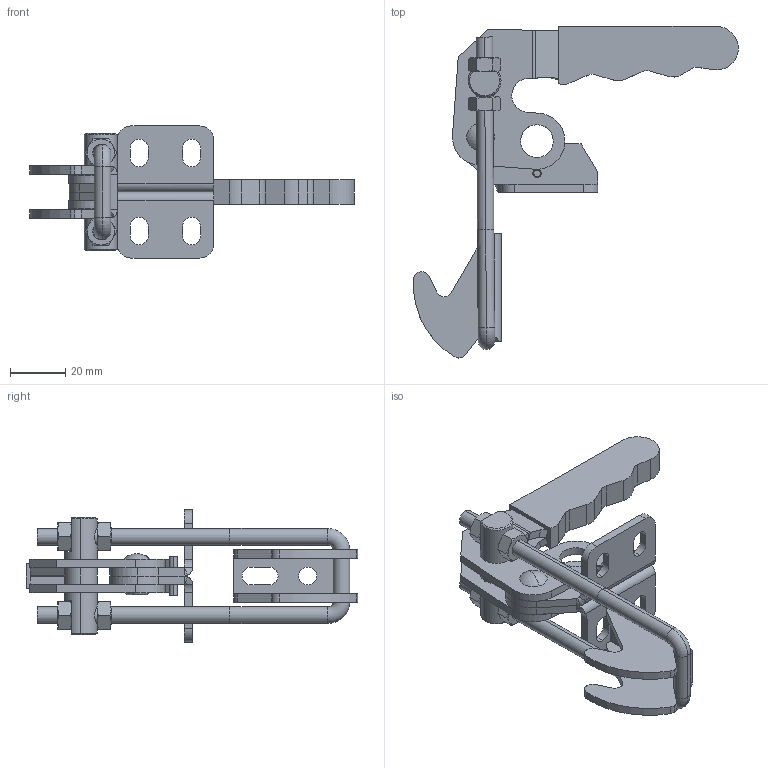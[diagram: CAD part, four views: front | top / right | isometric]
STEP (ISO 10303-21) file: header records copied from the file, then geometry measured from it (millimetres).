
FILE_DESCRIPTION (( 'STEP AP214' ), '1' );
FILE_NAME ('GH-40840-SSV(Â²¤Æ).STEP', '2020-09-16T04:01:00', ( 'LinWei' ), ( '' ), 'SwSTEP 2.0', 'SolidWorks 2016', '' );
FILE_SCHEMA (( 'AUTOMOTIVE_DESIGN' ));
Length unit declared in the file: millimetre
Products named in the file (6): GH-40840 LP-1^GH-40840-V(簡化); GH-40840 U鉤-1^GH-40840-V(簡化); Group6^GH-40840-V(簡化); Group3^GH-40840-V(簡化); Group1^GH-40840-V(簡化); GH-40840-SSV(簡化)
Assembly tree (5 placements, depth 2):
  GH-40840-SSV(簡化)
    Group1^GH-40840-V(簡化)
    Group3^GH-40840-V(簡化)
    Group6^GH-40840-V(簡化)
    GH-40840 U鉤-1^GH-40840-V(簡化)
    GH-40840 LP-1^GH-40840-V(簡化)
Bounding box: 117.85 x 120.52 x 47.98 mm (x, y, z)
Volume: 45408.4 mm3; surface area: 29700.7 mm2
Topology: 7 solids, 7 shells, 637 faces, 1637 edges, 1043 vertices
Faces by surface type: plane 287, cylinder 143, bspline 133, cone 66, torus 6, sphere 2
Entity records: 24124 total; most frequent: CARTESIAN_POINT 8438, ORIENTED_EDGE 3274, DIRECTION 2649, EDGE_CURVE 1637, VERTEX_POINT 1043, LINE 909, VECTOR 909, AXIS2_PLACEMENT_3D 870
